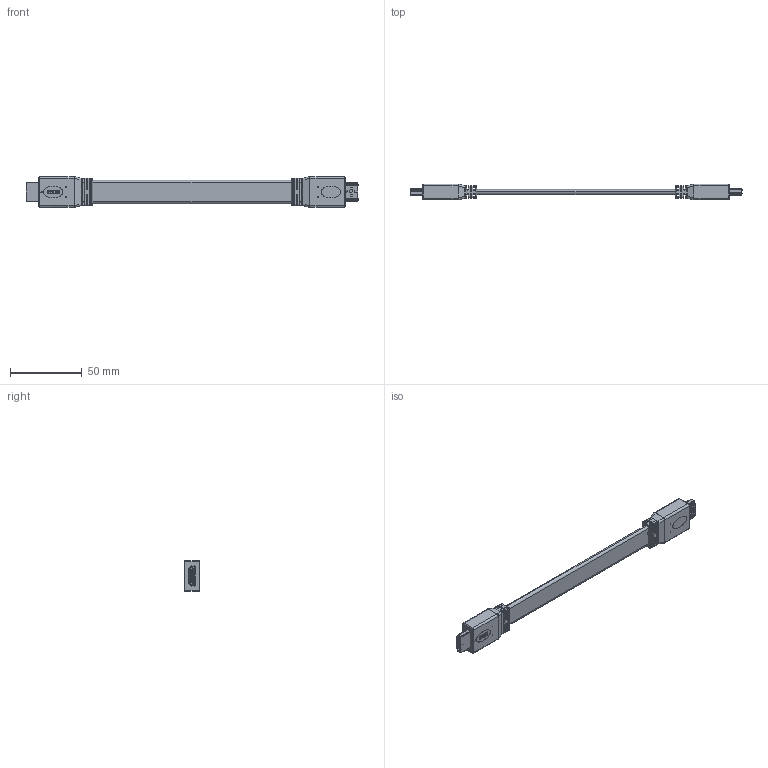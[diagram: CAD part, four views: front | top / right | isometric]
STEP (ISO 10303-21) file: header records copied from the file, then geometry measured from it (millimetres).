
FILE_DESCRIPTION (( 'STEP AP214' ), '1' );
FILE_NAME ('VHA00016.STEP', '2018-10-18T14:43:17', ( '' ), ( '' ), 'SwSTEP 2.0', 'SolidWorks 2017', '' );
FILE_SCHEMA (( 'AUTOMOTIVE_DESIGN' ));
Length unit declared in the file: inch
Products named in the file (6): VHA00016-MA2; 1AH05-013___; VHA00016; 1AH05-013-MA1___; 1AH05-013-MA2___; VHA00016-MA1
Assembly tree (7 placements, depth 3):
  VHA00016
    VHA00016-MA2
    VHA00016-MA1  x2
    1AH05-013___  x2
      1AH05-013-MA2___
      1AH05-013-MA1___
Bounding box: 231.84 x 11 x 21.6 mm (x, y, z)
Volume: 22784.9 mm3; surface area: 19422.4 mm2
Topology: 45 solids, 45 shells, 4519 faces, 11805 edges, 7784 vertices
Faces by surface type: plane 3788, cylinder 531, bspline 164, torus 36
Entity records: 79409 total; most frequent: CARTESIAN_POINT 16134, ORIENTED_EDGE 11820, DIRECTION 10666, EDGE_CURVE 5910, LINE 5176, VECTOR 5176, VERTEX_POINT 3897, AXIS2_PLACEMENT_3D 2745
